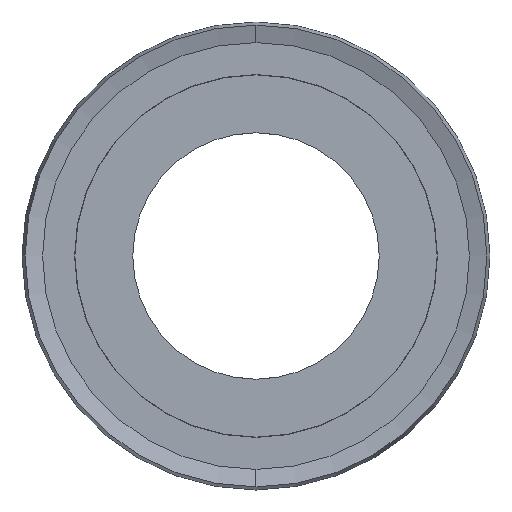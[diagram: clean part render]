
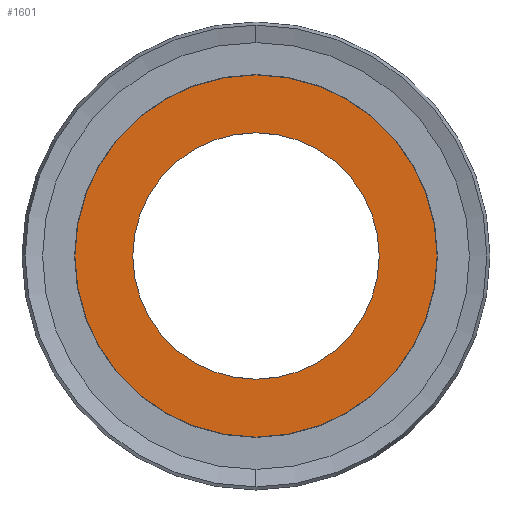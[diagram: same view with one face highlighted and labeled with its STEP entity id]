
A CAD part, left-side view. The second image highlights one B-rep face of the part: STEP entity #1601.
In plain terms, the highlighted planar face has unit normal (-1, 0, 0).
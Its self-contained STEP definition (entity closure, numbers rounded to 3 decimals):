
#198 = DIRECTION ( 'NONE',  ( 0., 0., 1. ) ) ;
#357 = AXIS2_PLACEMENT_3D ( 'NONE', #5453, #3126, #3147 ) ;
#420 = CIRCLE ( 'NONE', #3871, 17.551 ) ;
#517 = FACE_BOUND ( 'NONE', #5079, .T. ) ;
#644 = DIRECTION ( 'NONE',  ( -1., 0., 0. ) ) ;
#699 = ORIENTED_EDGE ( 'NONE', *, *, #7234, .T. ) ;
#755 = CIRCLE ( 'NONE', #1424, 25.8 ) ;
#846 = EDGE_CURVE ( 'NONE', #4030, #6925, #4383, .T. ) ;
#1424 = AXIS2_PLACEMENT_3D ( 'NONE', #6908, #1607, #3438 ) ;
#1430 = AXIS2_PLACEMENT_3D ( 'NONE', #1525, #3254, #2675 ) ;
#1459 = ORIENTED_EDGE ( 'NONE', *, *, #846, .F. ) ;
#1525 = CARTESIAN_POINT ( 'NONE',  ( -5.66, 32.932, 50.95 ) ) ;
#1601 = ADVANCED_FACE ( 'NONE', ( #517, #6858 ), #3848, .T. ) ;
#1607 = DIRECTION ( 'NONE',  ( -1., 0., 0. ) ) ;
#1772 = VERTEX_POINT ( 'NONE', #2214 ) ;
#1965 = DIRECTION ( 'NONE',  ( -1., 0., 0. ) ) ;
#2214 = CARTESIAN_POINT ( 'NONE',  ( -5.66, 32.932, 25.15 ) ) ;
#2334 = CIRCLE ( 'NONE', #7062, 25.8 ) ;
#2478 = EDGE_CURVE ( 'NONE', #6777, #1772, #2334, .T. ) ;
#2675 = DIRECTION ( 'NONE',  ( 0., 0., 1. ) ) ;
#2840 = CARTESIAN_POINT ( 'NONE',  ( -5.66, 32.932, 68.502 ) ) ;
#3126 = DIRECTION ( 'NONE',  ( -1., 0., 0. ) ) ;
#3147 = DIRECTION ( 'NONE',  ( 0., 0., 1. ) ) ;
#3254 = DIRECTION ( 'NONE',  ( -1., 0., 0. ) ) ;
#3438 = DIRECTION ( 'NONE',  ( 0., 0., 1. ) ) ;
#3780 = CARTESIAN_POINT ( 'NONE',  ( -5.66, 32.932, 33.399 ) ) ;
#3848 = PLANE ( 'NONE',  #1430 ) ;
#3871 = AXIS2_PLACEMENT_3D ( 'NONE', #5434, #644, #4761 ) ;
#3944 = ORIENTED_EDGE ( 'NONE', *, *, #2478, .T. ) ;
#4030 = VERTEX_POINT ( 'NONE', #2840 ) ;
#4383 = CIRCLE ( 'NONE', #357, 17.551 ) ;
#4761 = DIRECTION ( 'NONE',  ( 0., 0., 1. ) ) ;
#5074 = ORIENTED_EDGE ( 'NONE', *, *, #6118, .F. ) ;
#5079 = EDGE_LOOP ( 'NONE', ( #5074, #1459 ) ) ;
#5240 = EDGE_LOOP ( 'NONE', ( #3944, #699 ) ) ;
#5434 = CARTESIAN_POINT ( 'NONE',  ( -5.66, 32.932, 50.95 ) ) ;
#5453 = CARTESIAN_POINT ( 'NONE',  ( -5.66, 32.932, 50.95 ) ) ;
#5455 = CARTESIAN_POINT ( 'NONE',  ( -5.66, 32.932, 50.95 ) ) ;
#6118 = EDGE_CURVE ( 'NONE', #6925, #4030, #420, .T. ) ;
#6644 = CARTESIAN_POINT ( 'NONE',  ( -5.66, 32.932, 76.75 ) ) ;
#6777 = VERTEX_POINT ( 'NONE', #6644 ) ;
#6858 = FACE_OUTER_BOUND ( 'NONE', #5240, .T. ) ;
#6908 = CARTESIAN_POINT ( 'NONE',  ( -5.66, 32.932, 50.95 ) ) ;
#6925 = VERTEX_POINT ( 'NONE', #3780 ) ;
#7062 = AXIS2_PLACEMENT_3D ( 'NONE', #5455, #1965, #198 ) ;
#7234 = EDGE_CURVE ( 'NONE', #1772, #6777, #755, .T. ) ;
